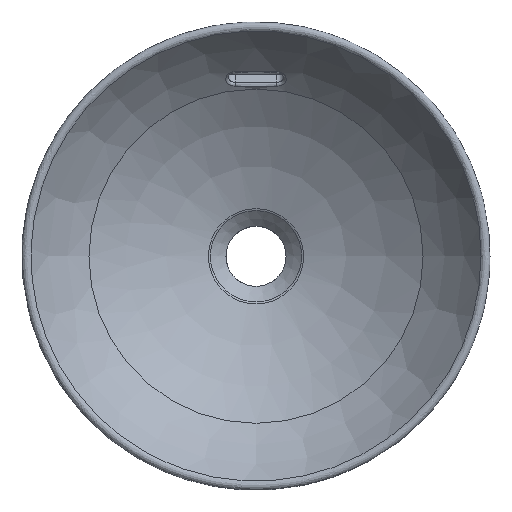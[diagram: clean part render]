
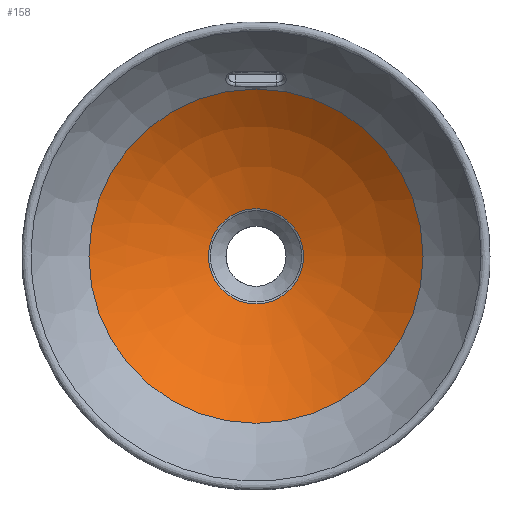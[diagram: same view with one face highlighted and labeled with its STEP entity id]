
A CAD part, top view. The second image highlights one B-rep face of the part: STEP entity #158.
In plain terms, the highlighted face is a revolution surface.
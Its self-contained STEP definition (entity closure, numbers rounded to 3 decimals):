
#46=SURFACE_OF_REVOLUTION('',#654,#48);
#48=AXIS1_PLACEMENT('',#3378,#704);
#62=CIRCLE('',#661,38.621);
#65=CIRCLE('',#666,135.589);
#90=FACE_BOUND('',#248,.T.);
#91=FACE_BOUND('',#249,.T.);
#158=ADVANCED_FACE('',(#90,#91),#46,.T.);
#248=EDGE_LOOP('',(#422));
#249=EDGE_LOOP('',(#423));
#422=ORIENTED_EDGE('',*,*,#551,.T.);
#423=ORIENTED_EDGE('',*,*,#576,.F.);
#472=VERTEX_POINT('',#2588);
#489=VERTEX_POINT('',#3342);
#551=EDGE_CURVE('',#472,#472,#62,.T.);
#576=EDGE_CURVE('',#489,#489,#65,.T.);
#654=B_SPLINE_CURVE_WITH_KNOTS('',3,(#3374,#3375,#3376,#3377),
 .UNSPECIFIED.,.F.,.F.,(4,4),(0.,1.),.UNSPECIFIED.);
#661=AXIS2_PLACEMENT_3D('',#2587,#687,#688);
#666=AXIS2_PLACEMENT_3D('',#3341,#698,#699);
#687=DIRECTION('',(0.,0.,-1.));
#688=DIRECTION('',(1.,0.,0.));
#698=DIRECTION('',(0.,0.,-1.));
#699=DIRECTION('',(1.,0.,0.));
#704=DIRECTION('',(0.,0.,1.));
#2587=CARTESIAN_POINT('',(0.,0.,1.115));
#2588=CARTESIAN_POINT('',(38.621,0.,1.115));
#3341=CARTESIAN_POINT('',(0.,0.,48.397));
#3342=CARTESIAN_POINT('',(135.589,0.,48.397));
#3374=CARTESIAN_POINT('',(0.,-135.589,48.397));
#3375=CARTESIAN_POINT('',(0.,-105.609,25.234));
#3376=CARTESIAN_POINT('',(0.,-71.802,9.102));
#3377=CARTESIAN_POINT('',(0.,-34.167,0.));
#3378=CARTESIAN_POINT('',(0.,0.,-20.617));
